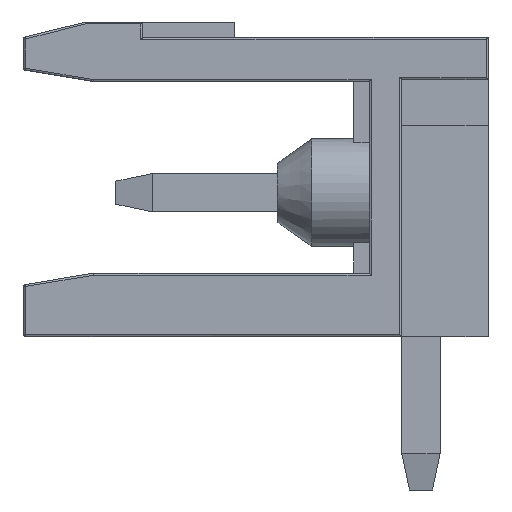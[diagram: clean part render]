
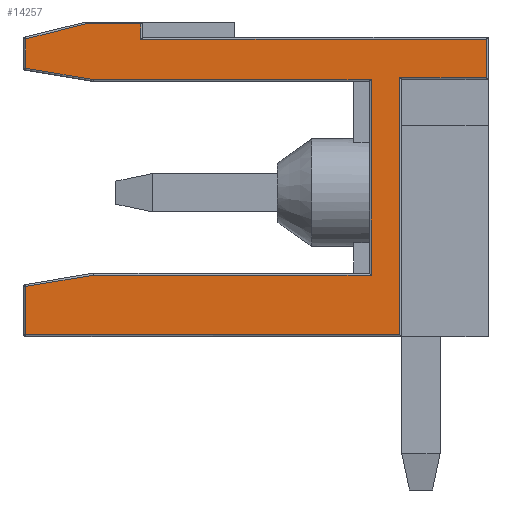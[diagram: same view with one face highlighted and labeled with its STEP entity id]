
A CAD part, left-side view. The second image highlights one B-rep face of the part: STEP entity #14257.
In plain terms, the highlighted planar face has unit normal (-1, 0, 0).
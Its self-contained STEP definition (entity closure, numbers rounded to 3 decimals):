
#472 = DIRECTION ( 'NONE',  ( 0., -1., 0. ) ) ;
#581 = VECTOR ( 'NONE', #15791, 1000. ) ;
#1052 = CARTESIAN_POINT ( 'NONE',  ( 0., 3.05, 1.65 ) ) ;
#2276 = VECTOR ( 'NONE', #7714, 1000. ) ;
#2332 = DIRECTION ( 'NONE',  ( 0., -1., 0. ) ) ;
#2545 = CARTESIAN_POINT ( 'NONE',  ( 0., 10.3, 1.6 ) ) ;
#3231 = VECTOR ( 'NONE', #24354, 1000. ) ;
#3326 = VERTEX_POINT ( 'NONE', #23498 ) ;
#3440 = VECTOR ( 'NONE', #22742, 1000. ) ;
#3722 = DIRECTION ( 'NONE',  ( 0., 0., 1. ) ) ;
#3924 = DIRECTION ( 'NONE',  ( 1., 0., 0. ) ) ;
#4028 = CARTESIAN_POINT ( 'NONE',  ( 0., 0.05, 6.75 ) ) ;
#4211 = EDGE_CURVE ( 'NONE', #24036, #19695, #24019, .T. ) ;
#4234 = DIRECTION ( 'NONE',  ( 0., 1., 0. ) ) ;
#4348 = VERTEX_POINT ( 'NONE', #27165 ) ;
#4714 = LINE ( 'NONE', #11553, #581 ) ;
#5140 = VECTOR ( 'NONE', #11817, 1000. ) ;
#5203 = CARTESIAN_POINT ( 'NONE',  ( 0., 10.296, 6.7 ) ) ;
#5362 = ORIENTED_EDGE ( 'NONE', *, *, #10598, .T. ) ;
#6109 = LINE ( 'NONE', #25347, #26156 ) ;
#6475 = ORIENTED_EDGE ( 'NONE', *, *, #19100, .T. ) ;
#6638 = CARTESIAN_POINT ( 'NONE',  ( 0., 10.296, 1.6 ) ) ;
#6937 = ORIENTED_EDGE ( 'NONE', *, *, #7164, .T. ) ;
#7127 = CARTESIAN_POINT ( 'NONE',  ( 0., 9.05, 8.2 ) ) ;
#7164 = EDGE_CURVE ( 'NONE', #26158, #4348, #7676, .T. ) ;
#7194 = VECTOR ( 'NONE', #472, 1000. ) ;
#7591 = CARTESIAN_POINT ( 'NONE',  ( 0., 12.088, 7.751 ) ) ;
#7676 = LINE ( 'NONE', #16332, #27226 ) ;
#7714 = DIRECTION ( 'NONE',  ( 0., 0., -1. ) ) ;
#7752 = EDGE_CURVE ( 'NONE', #8162, #25172, #4714, .T. ) ;
#7901 = PLANE ( 'NONE',  #18073 ) ;
#8162 = VERTEX_POINT ( 'NONE', #22675 ) ;
#8903 = VERTEX_POINT ( 'NONE', #9392 ) ;
#9071 = LINE ( 'NONE', #17414, #10839 ) ;
#9280 = LINE ( 'NONE', #15909, #5140 ) ;
#9392 = CARTESIAN_POINT ( 'NONE',  ( 0., 12.05, 7.761 ) ) ;
#9728 = ORIENTED_EDGE ( 'NONE', *, *, #22100, .T. ) ;
#9886 = CARTESIAN_POINT ( 'NONE',  ( 0., 12.05, 8.2 ) ) ;
#10158 = LINE ( 'NONE', #1052, #2276 ) ;
#10171 = LINE ( 'NONE', #9886, #3440 ) ;
#10543 = VERTEX_POINT ( 'NONE', #6638 ) ;
#10598 = EDGE_CURVE ( 'NONE', #18518, #8903, #20488, .T. ) ;
#10839 = VECTOR ( 'NONE', #4234, 1000. ) ;
#11258 = CARTESIAN_POINT ( 'NONE',  ( 0., 12.05, 1.306 ) ) ;
#11289 = CARTESIAN_POINT ( 'NONE',  ( 0., 2.3, 6.7 ) ) ;
#11553 = CARTESIAN_POINT ( 'NONE',  ( 0., 10.292, 6.699 ) ) ;
#11817 = DIRECTION ( 'NONE',  ( 0., -1., 0. ) ) ;
#11962 = DIRECTION ( 'NONE',  ( 0., 1., 0. ) ) ;
#12229 = ORIENTED_EDGE ( 'NONE', *, *, #22968, .T. ) ;
#12237 = VECTOR ( 'NONE', #15822, 1000. ) ;
#12993 = DIRECTION ( 'NONE',  ( 0., 0., -1. ) ) ;
#13039 = EDGE_CURVE ( 'NONE', #26351, #18676, #10171, .T. ) ;
#13100 = LINE ( 'NONE', #18063, #23643 ) ;
#13202 = LINE ( 'NONE', #2545, #3231 ) ;
#13292 = LINE ( 'NONE', #11289, #12237 ) ;
#13737 = CARTESIAN_POINT ( 'NONE',  ( 0., 0.05, 7.75 ) ) ;
#13834 = DIRECTION ( 'NONE',  ( 0., 0.97, -0.243 ) ) ;
#13894 = CARTESIAN_POINT ( 'NONE',  ( 0., 10.494, 8.15 ) ) ;
#14257 = ADVANCED_FACE ( 'NONE', ( #27269 ), #7901, .F. ) ;
#14430 = EDGE_CURVE ( 'NONE', #18676, #18815, #15673, .T. ) ;
#14782 = EDGE_CURVE ( 'NONE', #8903, #8162, #13100, .T. ) ;
#14902 = CARTESIAN_POINT ( 'NONE',  ( 0., 9.05, 8.15 ) ) ;
#14913 = VERTEX_POINT ( 'NONE', #14902 ) ;
#14964 = CARTESIAN_POINT ( 'NONE',  ( 0., 0., 6.75 ) ) ;
#15365 = CARTESIAN_POINT ( 'NONE',  ( 0., 3.05, 1.6 ) ) ;
#15376 = CARTESIAN_POINT ( 'NONE',  ( 0., 2.3, 6.75 ) ) ;
#15673 = LINE ( 'NONE', #26253, #7194 ) ;
#15696 = CARTESIAN_POINT ( 'NONE',  ( 0., 12.05, 0.05 ) ) ;
#15791 = DIRECTION ( 'NONE',  ( 0., -0.986, -0.165 ) ) ;
#15822 = DIRECTION ( 'NONE',  ( 0., 0., 1. ) ) ;
#15909 = CARTESIAN_POINT ( 'NONE',  ( 0., 3.1, 6.7 ) ) ;
#16331 = VERTEX_POINT ( 'NONE', #15365 ) ;
#16332 = CARTESIAN_POINT ( 'NONE',  ( 0., 9., 7.75 ) ) ;
#16450 = VECTOR ( 'NONE', #20653, 1000. ) ;
#17414 = CARTESIAN_POINT ( 'NONE',  ( 0., 12.1, 8.15 ) ) ;
#17729 = VECTOR ( 'NONE', #26357, 1000. ) ;
#17910 = LINE ( 'NONE', #7127, #17729 ) ;
#18063 = CARTESIAN_POINT ( 'NONE',  ( 0., 12.05, 8.2 ) ) ;
#18073 = AXIS2_PLACEMENT_3D ( 'NONE', #25161, #3924, #12993 ) ;
#18113 = CARTESIAN_POINT ( 'NONE',  ( 0., 2.3, 0.05 ) ) ;
#18518 = VERTEX_POINT ( 'NONE', #13894 ) ;
#18676 = VERTEX_POINT ( 'NONE', #15696 ) ;
#18797 = EDGE_CURVE ( 'NONE', #10543, #26351, #22474, .T. ) ;
#18815 = VERTEX_POINT ( 'NONE', #18113 ) ;
#18823 = ORIENTED_EDGE ( 'NONE', *, *, #14782, .T. ) ;
#19100 = EDGE_CURVE ( 'NONE', #25172, #3326, #9280, .T. ) ;
#19695 = VERTEX_POINT ( 'NONE', #4028 ) ;
#20488 = LINE ( 'NONE', #7591, #26413 ) ;
#20653 = DIRECTION ( 'NONE',  ( 0., 0.986, -0.165 ) ) ;
#20908 = EDGE_CURVE ( 'NONE', #19695, #26158, #6109, .T. ) ;
#21305 = ORIENTED_EDGE ( 'NONE', *, *, #18797, .T. ) ;
#21846 = ORIENTED_EDGE ( 'NONE', *, *, #4211, .T. ) ;
#22100 = EDGE_CURVE ( 'NONE', #14913, #18518, #9071, .T. ) ;
#22440 = ORIENTED_EDGE ( 'NONE', *, *, #14430, .T. ) ;
#22474 = LINE ( 'NONE', #22615, #16450 ) ;
#22479 = ORIENTED_EDGE ( 'NONE', *, *, #7752, .T. ) ;
#22571 = EDGE_LOOP ( 'NONE', ( #9728, #5362, #18823, #22479, #6475, #22650, #23910, #21305, #26566, #22440, #12229, #21846, #25543, #6937, #23176 ) ) ;
#22615 = CARTESIAN_POINT ( 'NONE',  ( 0., 12.092, 1.299 ) ) ;
#22650 = ORIENTED_EDGE ( 'NONE', *, *, #24218, .T. ) ;
#22675 = CARTESIAN_POINT ( 'NONE',  ( 0., 12.05, 6.994 ) ) ;
#22742 = DIRECTION ( 'NONE',  ( 0., 0., -1. ) ) ;
#22968 = EDGE_CURVE ( 'NONE', #18815, #24036, #13292, .T. ) ;
#23176 = ORIENTED_EDGE ( 'NONE', *, *, #24564, .T. ) ;
#23498 = CARTESIAN_POINT ( 'NONE',  ( 0., 3.05, 6.7 ) ) ;
#23643 = VECTOR ( 'NONE', #26212, 1000. ) ;
#23744 = EDGE_CURVE ( 'NONE', #16331, #10543, #13202, .T. ) ;
#23910 = ORIENTED_EDGE ( 'NONE', *, *, #23744, .T. ) ;
#24019 = LINE ( 'NONE', #14964, #25107 ) ;
#24036 = VERTEX_POINT ( 'NONE', #15376 ) ;
#24218 = EDGE_CURVE ( 'NONE', #3326, #16331, #10158, .T. ) ;
#24354 = DIRECTION ( 'NONE',  ( 0., 1., 0. ) ) ;
#24564 = EDGE_CURVE ( 'NONE', #4348, #14913, #17910, .T. ) ;
#25107 = VECTOR ( 'NONE', #2332, 1000. ) ;
#25161 = CARTESIAN_POINT ( 'NONE',  ( 0., 12.1, 8.2 ) ) ;
#25172 = VERTEX_POINT ( 'NONE', #5203 ) ;
#25347 = CARTESIAN_POINT ( 'NONE',  ( 0., 0.05, 7.8 ) ) ;
#25543 = ORIENTED_EDGE ( 'NONE', *, *, #20908, .T. ) ;
#26156 = VECTOR ( 'NONE', #3722, 1000. ) ;
#26158 = VERTEX_POINT ( 'NONE', #13737 ) ;
#26212 = DIRECTION ( 'NONE',  ( 0., 0., -1. ) ) ;
#26253 = CARTESIAN_POINT ( 'NONE',  ( 0., 12.1, 0.05 ) ) ;
#26351 = VERTEX_POINT ( 'NONE', #11258 ) ;
#26357 = DIRECTION ( 'NONE',  ( 0., 0., 1. ) ) ;
#26413 = VECTOR ( 'NONE', #13834, 1000. ) ;
#26566 = ORIENTED_EDGE ( 'NONE', *, *, #13039, .T. ) ;
#27165 = CARTESIAN_POINT ( 'NONE',  ( 0., 9.05, 7.75 ) ) ;
#27226 = VECTOR ( 'NONE', #11962, 1000. ) ;
#27269 = FACE_OUTER_BOUND ( 'NONE', #22571, .T. ) ;
